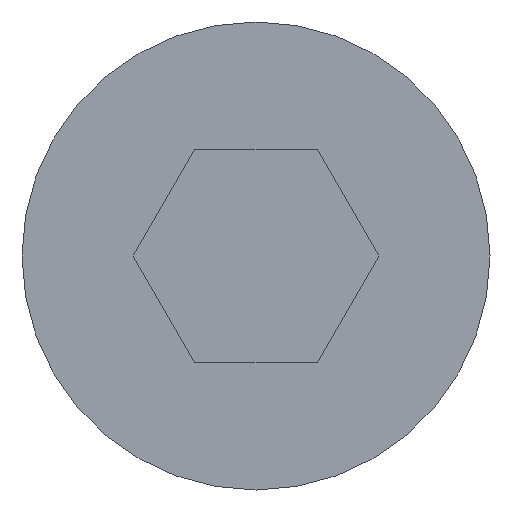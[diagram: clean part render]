
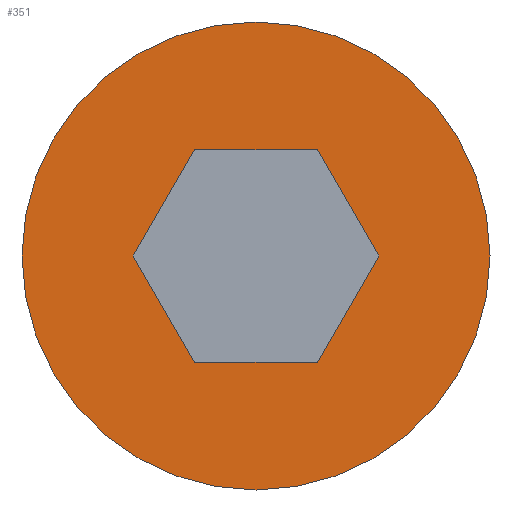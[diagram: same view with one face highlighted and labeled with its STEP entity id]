
A CAD part, front view. The second image highlights one B-rep face of the part: STEP entity #351.
In plain terms, the highlighted planar face has unit normal (0, -1, 0).
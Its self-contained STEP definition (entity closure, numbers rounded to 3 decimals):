
#3 = DIRECTION ( 'NONE',  ( 0.5, 0., -0.866 ) ) ;
#5 = ORIENTED_EDGE ( 'NONE', *, *, #316, .F. ) ;
#6 = FACE_BOUND ( 'NONE', #397, .T. ) ;
#10 = DIRECTION ( 'NONE',  ( 1., 0., 0. ) ) ;
#22 = AXIS2_PLACEMENT_3D ( 'NONE', #110, #230, #332 ) ;
#23 = ORIENTED_EDGE ( 'NONE', *, *, #155, .F. ) ;
#34 = DIRECTION ( 'NONE',  ( -0.5, 0., 0.866 ) ) ;
#40 = CARTESIAN_POINT ( 'NONE',  ( -1.443, 0., 0. ) ) ;
#42 = ORIENTED_EDGE ( 'NONE', *, *, #279, .F. ) ;
#50 = VERTEX_POINT ( 'NONE', #129 ) ;
#53 = CIRCLE ( 'NONE', #74, 2.75 ) ;
#58 = DIRECTION ( 'NONE',  ( 0., 0., 1. ) ) ;
#61 = CARTESIAN_POINT ( 'NONE',  ( 0., 0., 2.75 ) ) ;
#64 = EDGE_CURVE ( 'NONE', #86, #182, #53, .T. ) ;
#65 = CIRCLE ( 'NONE', #94, 2.75 ) ;
#73 = EDGE_CURVE ( 'NONE', #356, #170, #412, .T. ) ;
#74 = AXIS2_PLACEMENT_3D ( 'NONE', #253, #191, #58 ) ;
#80 = CARTESIAN_POINT ( 'NONE',  ( 0.722, 0., -1.25 ) ) ;
#81 = ORIENTED_EDGE ( 'NONE', *, *, #158, .F. ) ;
#85 = DIRECTION ( 'NONE',  ( 0., 1., 0. ) ) ;
#86 = VERTEX_POINT ( 'NONE', #61 ) ;
#94 = AXIS2_PLACEMENT_3D ( 'NONE', #181, #85, #383 ) ;
#95 = CARTESIAN_POINT ( 'NONE',  ( 0.722, 0., 1.25 ) ) ;
#100 = CARTESIAN_POINT ( 'NONE',  ( -0.722, 0., 1.25 ) ) ;
#110 = CARTESIAN_POINT ( 'NONE',  ( 0., 0., 0. ) ) ;
#117 = VECTOR ( 'NONE', #10, 1000. ) ;
#118 = ORIENTED_EDGE ( 'NONE', *, *, #273, .F. ) ;
#122 = VERTEX_POINT ( 'NONE', #347 ) ;
#129 = CARTESIAN_POINT ( 'NONE',  ( 0.722, 0., -1.25 ) ) ;
#131 = EDGE_CURVE ( 'NONE', #170, #409, #411, .T. ) ;
#138 = FACE_OUTER_BOUND ( 'NONE', #399, .T. ) ;
#141 = CARTESIAN_POINT ( 'NONE',  ( 1.443, 0., 0. ) ) ;
#152 = VECTOR ( 'NONE', #234, 1000. ) ;
#155 = EDGE_CURVE ( 'NONE', #409, #373, #161, .T. ) ;
#158 = EDGE_CURVE ( 'NONE', #50, #356, #168, .T. ) ;
#161 = LINE ( 'NONE', #100, #152 ) ;
#168 = LINE ( 'NONE', #80, #314 ) ;
#170 = VERTEX_POINT ( 'NONE', #361 ) ;
#173 = CARTESIAN_POINT ( 'NONE',  ( -1.443, 0., 0. ) ) ;
#181 = CARTESIAN_POINT ( 'NONE',  ( 0., 0., 0. ) ) ;
#182 = VERTEX_POINT ( 'NONE', #364 ) ;
#191 = DIRECTION ( 'NONE',  ( 0., 1., 0. ) ) ;
#201 = ORIENTED_EDGE ( 'NONE', *, *, #131, .F. ) ;
#230 = DIRECTION ( 'NONE',  ( 0., 1., 0. ) ) ;
#234 = DIRECTION ( 'NONE',  ( -0.5, 0., -0.866 ) ) ;
#253 = CARTESIAN_POINT ( 'NONE',  ( 0., 0., 0. ) ) ;
#262 = PLANE ( 'NONE',  #22 ) ;
#273 = EDGE_CURVE ( 'NONE', #373, #122, #290, .T. ) ;
#279 = EDGE_CURVE ( 'NONE', #122, #50, #295, .T. ) ;
#280 = ORIENTED_EDGE ( 'NONE', *, *, #73, .F. ) ;
#290 = LINE ( 'NONE', #173, #390 ) ;
#295 = LINE ( 'NONE', #298, #117 ) ;
#298 = CARTESIAN_POINT ( 'NONE',  ( -0.722, 0., -1.25 ) ) ;
#314 = VECTOR ( 'NONE', #338, 1000. ) ;
#316 = EDGE_CURVE ( 'NONE', #182, #86, #65, .T. ) ;
#321 = DIRECTION ( 'NONE',  ( -1., 0., 0. ) ) ;
#324 = CARTESIAN_POINT ( 'NONE',  ( 1.443, 0., 0. ) ) ;
#332 = DIRECTION ( 'NONE',  ( 0., 0., 1. ) ) ;
#338 = DIRECTION ( 'NONE',  ( 0.5, 0., 0.866 ) ) ;
#341 = ORIENTED_EDGE ( 'NONE', *, *, #64, .F. ) ;
#347 = CARTESIAN_POINT ( 'NONE',  ( -0.722, 0., -1.25 ) ) ;
#351 = ADVANCED_FACE ( 'NONE', ( #6, #138 ), #262, .F. ) ;
#356 = VERTEX_POINT ( 'NONE', #141 ) ;
#361 = CARTESIAN_POINT ( 'NONE',  ( 0.722, 0., 1.25 ) ) ;
#364 = CARTESIAN_POINT ( 'NONE',  ( 0., 0., -2.75 ) ) ;
#368 = VECTOR ( 'NONE', #34, 1000. ) ;
#373 = VERTEX_POINT ( 'NONE', #40 ) ;
#383 = DIRECTION ( 'NONE',  ( 0., 0., 1. ) ) ;
#390 = VECTOR ( 'NONE', #3, 1000. ) ;
#397 = EDGE_LOOP ( 'NONE', ( #81, #42, #118, #23, #201, #280 ) ) ;
#398 = CARTESIAN_POINT ( 'NONE',  ( -0.722, 0., 1.25 ) ) ;
#399 = EDGE_LOOP ( 'NONE', ( #5, #341 ) ) ;
#407 = VECTOR ( 'NONE', #321, 1000. ) ;
#409 = VERTEX_POINT ( 'NONE', #398 ) ;
#411 = LINE ( 'NONE', #95, #407 ) ;
#412 = LINE ( 'NONE', #324, #368 ) ;
